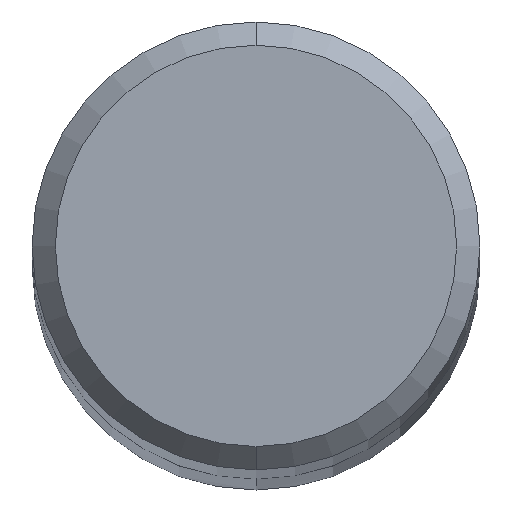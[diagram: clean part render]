
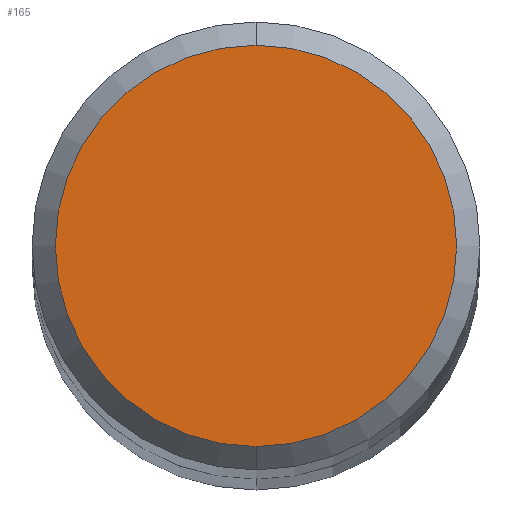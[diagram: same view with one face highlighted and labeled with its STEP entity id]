
A CAD part, top view. The second image highlights one B-rep face of the part: STEP entity #165.
In plain terms, the highlighted planar face has unit normal (0, 0, 1).
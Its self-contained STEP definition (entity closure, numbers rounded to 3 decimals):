
#165=ADVANCED_FACE('',(#425),#426,.T.);
#167=EDGE_CURVE('',#239,#317,#428,.T.);
#239=VERTEX_POINT('',#507);
#317=VERTEX_POINT('',#591);
#323=EDGE_CURVE('',#317,#239,#598,.T.);
#425=FACE_OUTER_BOUND('',#718,.T.);
#426=PLANE('',#719);
#428=CIRCLE('',#722,3.45);
#507=CARTESIAN_POINT('',(0.0,3.45,88.0));
#591=CARTESIAN_POINT('',(0.,-3.45,88.0));
#598=CIRCLE('',#1106,3.45);
#718=EDGE_LOOP('',(#1282,#1283));
#719=AXIS2_PLACEMENT_3D('',#1284,#1285,#1286);
#722=AXIS2_PLACEMENT_3D('',#1287,#1288,#1289);
#1106=AXIS2_PLACEMENT_3D('',#1460,#1461,#1462);
#1282=ORIENTED_EDGE('',*,*,#167,.F.);
#1283=ORIENTED_EDGE('',*,*,#323,.F.);
#1284=CARTESIAN_POINT('',(0.0,1.725,88.0));
#1285=DIRECTION('',(-0.0,0.0,1.0));
#1286=DIRECTION('',(0.0,-1.0,0.0));
#1287=CARTESIAN_POINT('',(0.0,0.0,88.0));
#1288=DIRECTION('',(0.0,0.0,-1.0));
#1289=DIRECTION('',(0.0,1.0,0.0));
#1460=CARTESIAN_POINT('',(0.0,0.0,88.0));
#1461=DIRECTION('',(0.0,0.0,-1.0));
#1462=DIRECTION('',(0.0,1.0,0.0));
